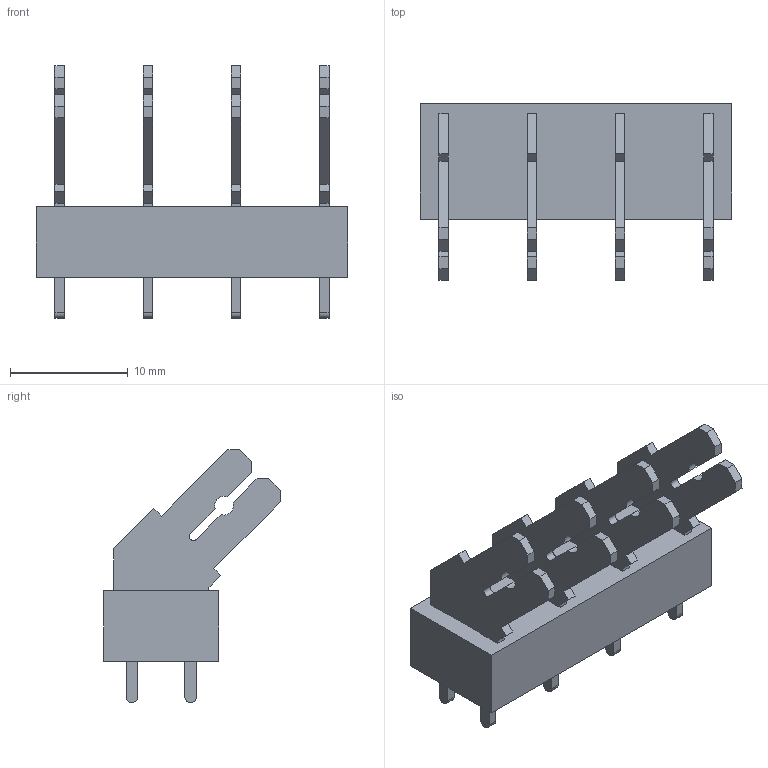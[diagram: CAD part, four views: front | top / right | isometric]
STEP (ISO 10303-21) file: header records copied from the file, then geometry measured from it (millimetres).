
FILE_DESCRIPTION(('CATIA V5 STEP','CAx-IF Rec.Pracs.--- Model Styling and Organization---1.2---2011-12-15'),'2;1');
FILE_NAME ('D1464977_0_9511990000_9511990000.stp','2018-09-01T07:49:46+00:00',('none'),('Weidmueller'),'CATIA Version 5-6 Release 2014','CATIA V5 STEP AP214','none');
FILE_SCHEMA(('AUTOMOTIVE_DESIGN { 1 0 10303 214 1 1 1 1 }'));
Length unit declared in the file: millimetre
Products named in the file (1): 9511990000
Bounding box: 26.5 x 15.01 x 21.5 mm (x, y, z)
Volume: 1861 mm3; surface area: 2275.9 mm2
Topology: 5 solids, 5 shells, 166 faces, 468 edges, 312 vertices
Faces by surface type: plane 146, cylinder 20
Entity records: 4749 total; most frequent: ORIENTED_EDGE 936, CARTESIAN_POINT 835, DIRECTION 576, EDGE_CURVE 468, VECTOR 428, LINE 428, VERTEX_POINT 312, EDGE_LOOP 182
